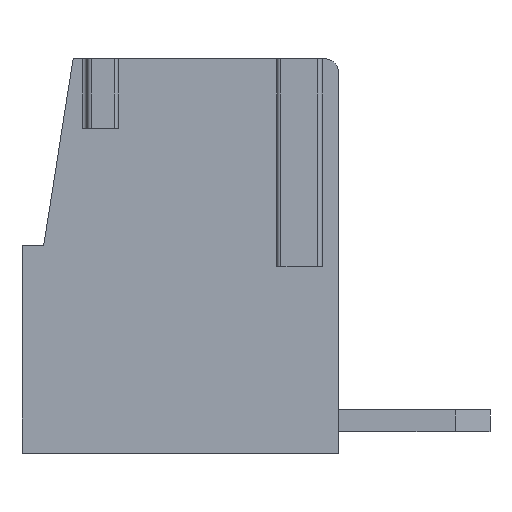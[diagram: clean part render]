
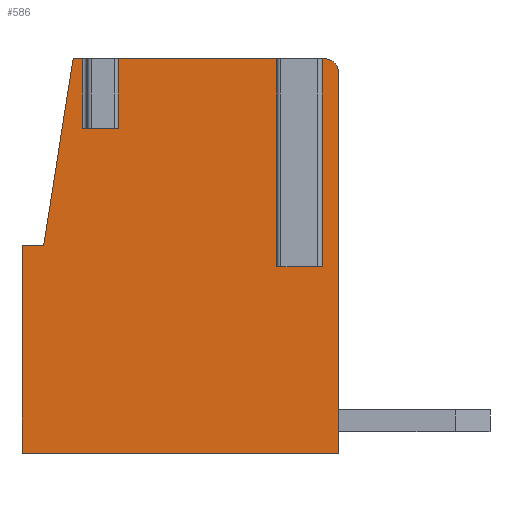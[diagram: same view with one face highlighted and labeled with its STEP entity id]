
A CAD part, left-side view. The second image highlights one B-rep face of the part: STEP entity #586.
In plain terms, the highlighted planar face has unit normal (-1, 0, 0).
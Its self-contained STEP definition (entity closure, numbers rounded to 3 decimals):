
#586 = ADVANCED_FACE( 'F386', ( #1146 ), #1147, .F. );
#1146 = FACE_OUTER_BOUND( '', #1697, .T. );
#1147 = PLANE( '', #1698 );
#1697 = EDGE_LOOP( '', ( #3299, #3300, #3301, #3302, #3303, #3304, #3305, #3306, #3307, #3308, #3309, #3310, #3311, #3312, #3313 ) );
#1698 = AXIS2_PLACEMENT_3D( '', #3314, #3315, #3316 );
#3299 = ORIENTED_EDGE( '', *, *, #3821, .F. );
#3300 = ORIENTED_EDGE( '', *, *, #4086, .T. );
#3301 = ORIENTED_EDGE( '', *, *, #3689, .F. );
#3302 = ORIENTED_EDGE( '', *, *, #4126, .F. );
#3303 = ORIENTED_EDGE( '', *, *, #3814, .F. );
#3304 = ORIENTED_EDGE( '', *, *, #3917, .T. );
#3305 = ORIENTED_EDGE( '', *, *, #3931, .F. );
#3306 = ORIENTED_EDGE( '', *, *, #3757, .F. );
#3307 = ORIENTED_EDGE( '', *, *, #3807, .F. );
#3308 = ORIENTED_EDGE( '', *, *, #4102, .F. );
#3309 = ORIENTED_EDGE( '', *, *, #3543, .F. );
#3310 = ORIENTED_EDGE( '', *, *, #3499, .F. );
#3311 = ORIENTED_EDGE( '', *, *, #3602, .T. );
#3312 = ORIENTED_EDGE( '', *, *, #3677, .F. );
#3313 = ORIENTED_EDGE( '', *, *, #4104, .T. );
#3314 = CARTESIAN_POINT( '', ( -1.905, -3.5, 0. ) );
#3315 = DIRECTION( '', ( 1., 0., 0. ) );
#3316 = DIRECTION( '', ( 0., 1., 0. ) );
#3499 = EDGE_CURVE( '', #4194, #4196, #4197, .T. );
#3543 = EDGE_CURVE( '', #4196, #4272, #4275, .T. );
#3602 = EDGE_CURVE( '', #4194, #4378, #4380, .T. );
#3677 = EDGE_CURVE( '', #4507, #4378, #4509, .T. );
#3689 = EDGE_CURVE( '', #4527, #4529, #4530, .T. );
#3757 = EDGE_CURVE( '', #4640, #4641, #4642, .T. );
#3807 = EDGE_CURVE( '', #4725, #4640, #4727, .T. );
#3814 = EDGE_CURVE( '', #4738, #4740, #4741, .T. );
#3821 = EDGE_CURVE( '', #4751, #4753, #4754, .T. );
#3917 = EDGE_CURVE( '', #4738, #4890, #4891, .T. );
#3931 = EDGE_CURVE( '', #4641, #4890, #4908, .T. );
#4086 = EDGE_CURVE( '', #4751, #4529, #5110, .T. );
#4102 = EDGE_CURVE( '', #4272, #4725, #5128, .T. );
#4104 = EDGE_CURVE( '', #4507, #4753, #5130, .T. );
#4126 = EDGE_CURVE( '', #4740, #4527, #5152, .T. );
#4194 = VERTEX_POINT( '', #5227 );
#4196 = VERTEX_POINT( '', #5230 );
#4197 = LINE( '', #5231, #5232 );
#4272 = VERTEX_POINT( '', #5339 );
#4275 = LINE( '', #5344, #5345 );
#4378 = VERTEX_POINT( '', #5493 );
#4380 = LINE( '', #5496, #5497 );
#4507 = VERTEX_POINT( '', #5673 );
#4509 = LINE( '', #5676, #5677 );
#4527 = VERTEX_POINT( '', #5703 );
#4529 = VERTEX_POINT( '', #5705 );
#4530 = LINE( '', #5706, #5707 );
#4640 = VERTEX_POINT( '', #5862 );
#4641 = VERTEX_POINT( '', #5863 );
#4642 = LINE( '', #5864, #5865 );
#4725 = VERTEX_POINT( '', #5987 );
#4727 = LINE( '', #5990, #5991 );
#4738 = VERTEX_POINT( '', #6005 );
#4740 = VERTEX_POINT( '', #6007 );
#4741 = LINE( '', #6008, #6009 );
#4751 = VERTEX_POINT( '', #6021 );
#4753 = VERTEX_POINT( '', #6023 );
#4754 = LINE( '', #6024, #6025 );
#4890 = VERTEX_POINT( '', #6227 );
#4891 = LINE( '', #6228, #6229 );
#4908 = LINE( '', #6254, #6255 );
#5110 = LINE( '', #6558, #6559 );
#5128 = LINE( '', #6586, #6587 );
#5130 = CIRCLE( '', #6589, 0.3 );
#5152 = LINE( '', #6618, #6619 );
#5227 = CARTESIAN_POINT( '', ( -1.905, 0., 0. ) );
#5230 = CARTESIAN_POINT( '', ( -1.905, 0., 4.8 ) );
#5231 = CARTESIAN_POINT( '', ( -1.905, 0., 0. ) );
#5232 = VECTOR( '', #6696, 1000. );
#5339 = CARTESIAN_POINT( '', ( -1.905, -0.5, 4.8 ) );
#5344 = CARTESIAN_POINT( '', ( -1.905, -3.5, 4.8 ) );
#5345 = VECTOR( '', #6737, 1000. );
#5493 = CARTESIAN_POINT( '', ( -1.905, -7.3, 0. ) );
#5496 = CARTESIAN_POINT( '', ( -1.905, -3.5, 0. ) );
#5497 = VECTOR( '', #6790, 1000. );
#5673 = CARTESIAN_POINT( '', ( -1.905, -7.3, 8.8 ) );
#5676 = CARTESIAN_POINT( '', ( -1.905, -7.3, 0. ) );
#5677 = VECTOR( '', #6880, 1000. );
#5703 = CARTESIAN_POINT( '', ( -1.905, -5.973, 4.3 ) );
#5705 = CARTESIAN_POINT( '', ( -1.905, -6.827, 4.3 ) );
#5706 = CARTESIAN_POINT( '', ( -1.905, -3.5, 4.3 ) );
#5707 = VECTOR( '', #6892, 1000. );
#5862 = CARTESIAN_POINT( '', ( -1.905, -1.4, 9.1 ) );
#5863 = CARTESIAN_POINT( '', ( -1.905, -1.4, 7.5 ) );
#5864 = CARTESIAN_POINT( '', ( -1.905, -1.4, 9.1 ) );
#5865 = VECTOR( '', #6959, 1000. );
#5987 = CARTESIAN_POINT( '', ( -1.905, -1.181, 9.1 ) );
#5990 = CARTESIAN_POINT( '', ( -1.905, -3.5, 9.1 ) );
#5991 = VECTOR( '', #7012, 1000. );
#6005 = CARTESIAN_POINT( '', ( -1.905, -2.127, 9.1 ) );
#6007 = CARTESIAN_POINT( '', ( -1.905, -5.973, 9.1 ) );
#6008 = CARTESIAN_POINT( '', ( -1.905, -3.5, 9.1 ) );
#6009 = VECTOR( '', #7025, 1000. );
#6021 = CARTESIAN_POINT( '', ( -1.905, -6.827, 9.1 ) );
#6023 = CARTESIAN_POINT( '', ( -1.905, -7., 9.1 ) );
#6024 = CARTESIAN_POINT( '', ( -1.905, -3.5, 9.1 ) );
#6025 = VECTOR( '', #7040, 1000. );
#6227 = CARTESIAN_POINT( '', ( -1.905, -2.127, 7.5 ) );
#6228 = CARTESIAN_POINT( '', ( -1.905, -2.127, 9.1 ) );
#6229 = VECTOR( '', #7122, 1000. );
#6254 = CARTESIAN_POINT( '', ( -1.905, -3.5, 7.5 ) );
#6255 = VECTOR( '', #7134, 1000. );
#6558 = CARTESIAN_POINT( '', ( -1.905, -6.827, 9.1 ) );
#6559 = VECTOR( '', #7260, 1000. );
#6586 = CARTESIAN_POINT( '', ( -1.905, 0.26, 0. ) );
#6587 = VECTOR( '', #7270, 1000. );
#6589 = AXIS2_PLACEMENT_3D( '', #7271, #7272, #7273 );
#6618 = CARTESIAN_POINT( '', ( -1.905, -5.973, 9.1 ) );
#6619 = VECTOR( '', #7287, 1000. );
#6696 = DIRECTION( '', ( 0., 0., 1. ) );
#6737 = DIRECTION( '', ( 0., -1., 0. ) );
#6790 = DIRECTION( '', ( 0., -1., 0. ) );
#6880 = DIRECTION( '', ( 0., 0., -1. ) );
#6892 = DIRECTION( '', ( 0., -1., 0. ) );
#6959 = DIRECTION( '', ( 0., 0., -1. ) );
#7012 = DIRECTION( '', ( 0., -1., 0. ) );
#7025 = DIRECTION( '', ( 0., -1., 0. ) );
#7040 = DIRECTION( '', ( 0., -1., 0. ) );
#7122 = DIRECTION( '', ( 0., 0., -1. ) );
#7134 = DIRECTION( '', ( 0., -1., 0. ) );
#7260 = DIRECTION( '', ( 0., 0., -1. ) );
#7270 = DIRECTION( '', ( 0., -0.156, 0.988 ) );
#7271 = CARTESIAN_POINT( '', ( -1.905, -7., 8.8 ) );
#7272 = DIRECTION( '', ( -1., 0., 0. ) );
#7273 = DIRECTION( '', ( 0., 1., 0. ) );
#7287 = DIRECTION( '', ( 0., 0., -1. ) );
